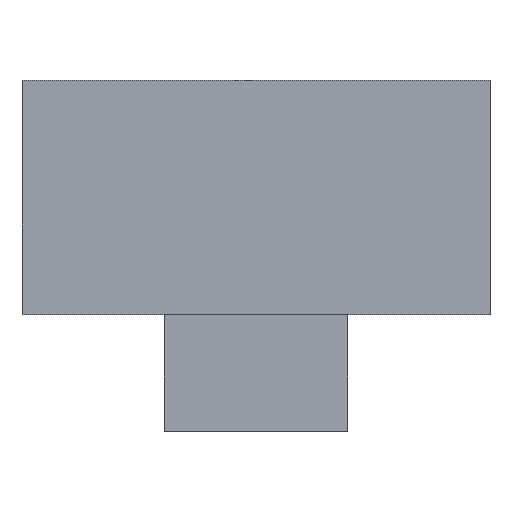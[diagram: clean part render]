
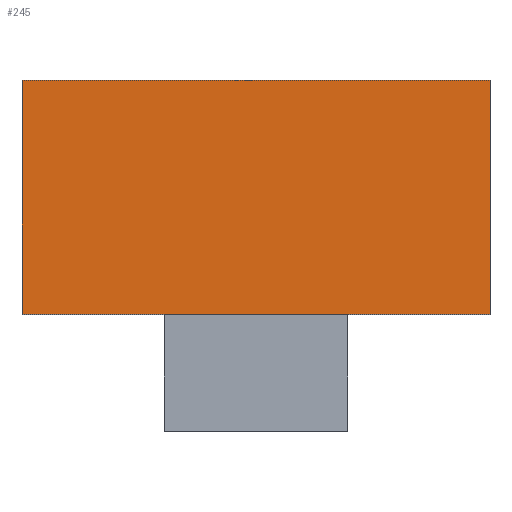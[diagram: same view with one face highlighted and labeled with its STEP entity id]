
A CAD part, top view. The second image highlights one B-rep face of the part: STEP entity #245.
In plain terms, the highlighted planar face has unit normal (0, 0, 1).
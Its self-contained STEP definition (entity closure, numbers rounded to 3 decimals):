
#29=PLANE('',#278);
#44=FACE_OUTER_BOUND('',#60,.T.);
#60=EDGE_LOOP('',(#220,#221,#222,#223));
#80=LINE('',#393,#106);
#83=LINE('',#399,#109);
#86=LINE('',#405,#112);
#89=LINE('',#409,#115);
#106=VECTOR('',#326,10.);
#109=VECTOR('',#331,10.);
#112=VECTOR('',#336,10.);
#115=VECTOR('',#341,10.);
#134=VERTEX_POINT('',#390);
#135=VERTEX_POINT('',#392);
#137=VERTEX_POINT('',#398);
#139=VERTEX_POINT('',#404);
#160=EDGE_CURVE('',#135,#134,#80,.T.);
#163=EDGE_CURVE('',#137,#135,#83,.T.);
#166=EDGE_CURVE('',#139,#137,#86,.T.);
#169=EDGE_CURVE('',#134,#139,#89,.T.);
#220=ORIENTED_EDGE('',*,*,#169,.T.);
#221=ORIENTED_EDGE('',*,*,#166,.T.);
#222=ORIENTED_EDGE('',*,*,#163,.T.);
#223=ORIENTED_EDGE('',*,*,#160,.T.);
#245=ADVANCED_FACE('',(#44),#29,.T.);
#278=AXIS2_PLACEMENT_3D('',#410,#342,#343);
#326=DIRECTION('',(-1.,0.,0.));
#331=DIRECTION('',(0.,1.,0.));
#336=DIRECTION('',(1.,0.,0.));
#341=DIRECTION('',(0.,-1.,0.));
#342=DIRECTION('center_axis',(0.,0.,1.));
#343=DIRECTION('ref_axis',(1.,0.,0.));
#390=CARTESIAN_POINT('',(-2.3,0.55,1.82));
#392=CARTESIAN_POINT('',(2.3,0.55,1.82));
#393=CARTESIAN_POINT('',(2.3,0.55,1.82));
#398=CARTESIAN_POINT('',(2.3,-1.75,1.82));
#399=CARTESIAN_POINT('',(2.3,-1.75,1.82));
#404=CARTESIAN_POINT('',(-2.3,-1.75,1.82));
#405=CARTESIAN_POINT('',(-2.3,-1.75,1.82));
#409=CARTESIAN_POINT('',(-2.3,0.55,1.82));
#410=CARTESIAN_POINT('Origin',(0.,-0.6,1.82));
